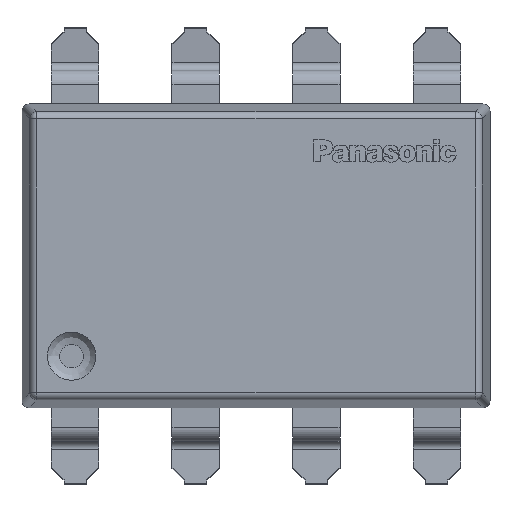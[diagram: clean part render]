
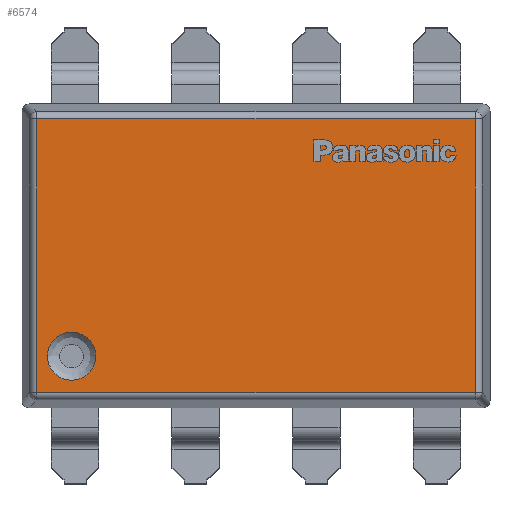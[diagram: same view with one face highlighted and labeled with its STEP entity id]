
A CAD part, top view. The second image highlights one B-rep face of the part: STEP entity #6574.
In plain terms, the highlighted planar face has unit normal (0, 0, 1).
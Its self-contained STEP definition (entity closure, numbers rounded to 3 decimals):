
#438=FACE_BOUND('',#1072,.T.);
#449=PLANE('',#6994);
#689=FACE_OUTER_BOUND('',#1071,.T.);
#1071=EDGE_LOOP('',(#4546,#4547,#4548,#4549));
#1072=EDGE_LOOP('',(#4550,#4551));
#1450=LINE('',#8753,#2094);
#1452=LINE('',#8761,#2096);
#1454=LINE('',#8771,#2098);
#1456=LINE('',#8780,#2100);
#2094=VECTOR('',#7349,5.772);
#2096=VECTOR('',#7357,9.232);
#2098=VECTOR('',#7369,5.772);
#2100=VECTOR('',#7381,9.232);
#2750=CIRCLE('',#6995,0.508);
#2751=CIRCLE('',#6996,0.508);
#2830=VERTEX_POINT('',#8750);
#2831=VERTEX_POINT('',#8752);
#2834=VERTEX_POINT('',#8760);
#2837=VERTEX_POINT('',#8770);
#2850=VERTEX_POINT('',#8815);
#2851=VERTEX_POINT('',#8816);
#3493=EDGE_CURVE('',#2830,#2831,#1450,.T.);
#3497=EDGE_CURVE('',#2831,#2834,#1452,.T.);
#3502=EDGE_CURVE('',#2834,#2837,#1454,.T.);
#3507=EDGE_CURVE('',#2837,#2830,#1456,.T.);
#3525=EDGE_CURVE('',#2850,#2851,#2750,.T.);
#3526=EDGE_CURVE('',#2851,#2850,#2751,.T.);
#4546=ORIENTED_EDGE('',*,*,#3493,.F.);
#4547=ORIENTED_EDGE('',*,*,#3507,.F.);
#4548=ORIENTED_EDGE('',*,*,#3502,.F.);
#4549=ORIENTED_EDGE('',*,*,#3497,.F.);
#4550=ORIENTED_EDGE('',*,*,#3525,.T.);
#4551=ORIENTED_EDGE('',*,*,#3526,.T.);
#6574=ADVANCED_FACE('',(#689,#438),#449,.T.);
#6994=AXIS2_PLACEMENT_3D('',#8814,#7420,#7421);
#6995=AXIS2_PLACEMENT_3D('',#8817,#7422,#7423);
#6996=AXIS2_PLACEMENT_3D('',#8818,#7424,#7425);
#7349=DIRECTION('',(0.,1.,0.));
#7357=DIRECTION('',(1.,0.,0.));
#7369=DIRECTION('',(0.,-1.,0.));
#7381=DIRECTION('',(-1.,0.,0.));
#7420=DIRECTION('center_axis',(0.,0.,1.));
#7421=DIRECTION('ref_axis',(1.,0.,0.));
#7422=DIRECTION('center_axis',(0.,0.,-1.));
#7423=DIRECTION('ref_axis',(-1.,0.,0.));
#7424=DIRECTION('center_axis',(0.,0.,-1.));
#7425=DIRECTION('ref_axis',(-1.,0.,0.));
#8750=CARTESIAN_POINT('',(-4.616,-2.886,3.15));
#8752=CARTESIAN_POINT('',(-4.616,2.886,3.15));
#8753=CARTESIAN_POINT('',(-4.616,0.8,3.15));
#8760=CARTESIAN_POINT('',(4.616,2.886,3.15));
#8761=CARTESIAN_POINT('',(1.233,2.886,3.15));
#8770=CARTESIAN_POINT('',(4.616,-2.886,3.15));
#8771=CARTESIAN_POINT('',(4.616,-0.8,3.15));
#8780=CARTESIAN_POINT('',(-1.233,-2.886,3.15));
#8814=CARTESIAN_POINT('Origin',(0.,0.,3.15));
#8815=CARTESIAN_POINT('',(-3.378,-2.115,3.15));
#8816=CARTESIAN_POINT('',(-4.393,-2.115,3.15));
#8817=CARTESIAN_POINT('Origin',(-3.886,-2.115,3.15));
#8818=CARTESIAN_POINT('Origin',(-3.886,-2.115,3.15));
